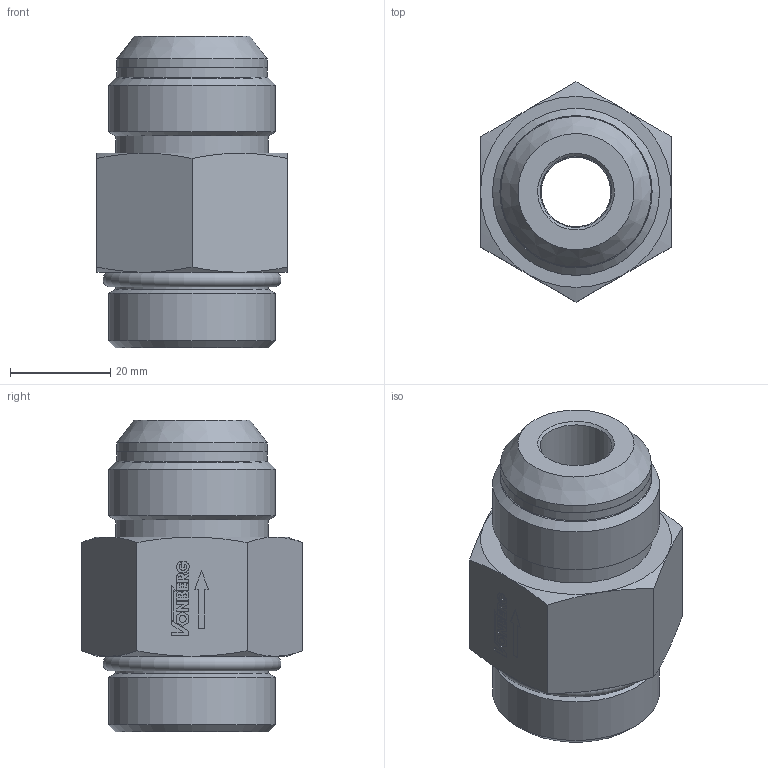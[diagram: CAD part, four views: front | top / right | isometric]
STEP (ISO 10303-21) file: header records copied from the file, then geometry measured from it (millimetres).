
FILE_DESCRIPTION((''),'2;1');
FILE_NAME('1116R.stp','2014-12-29T14:15:37',('jml'),(''),'Autodesk Inventor 2010','Autodesk Inventor 2010','');
FILE_SCHEMA(('AUTOMOTIVE_DESIGN { 1 0 10303 214 1 1 1 1 }'));
Length unit declared in the file: inch
Products named in the file (4): 1116R; 221754; 221747; 916 O-RING
Assembly tree (3 placements, depth 2):
  1116R
    221754
    221747
    916 O-RING
Bounding box: 38.1 x 43.99 x 62.23 mm (x, y, z)
Volume: 52114.4 mm3; surface area: 15637.2 mm2
Topology: 3 solids, 3 shells, 154 faces, 364 edges, 234 vertices
Faces by surface type: plane 100, cylinder 27, cone 25, torus 2
Full cylindrical faces by diameter (mm): 1.392 x1, 13.894 x1, 14.275 x1, 19.685 x1, 20.269 x1, 20.447 x1, 20.676 x1, 30.048 x2, 30.404 x2, 33.325 x2
Entity records: 4380 total; most frequent: CARTESIAN_POINT 808, DIRECTION 710, ORIENTED_EDGE 668, EDGE_CURVE 334, AXIS2_PLACEMENT_3D 240, VERTEX_POINT 231, VECTOR 230, LINE 230
